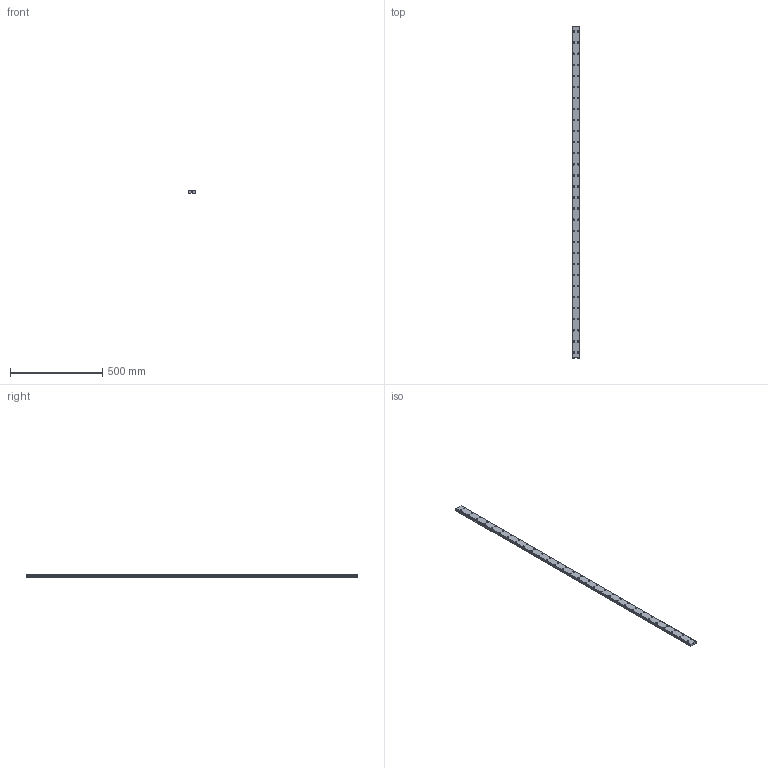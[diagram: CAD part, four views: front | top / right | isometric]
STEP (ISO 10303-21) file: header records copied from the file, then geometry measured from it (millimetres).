
FILE_DESCRIPTION(('STEP AP214'),'1');
FILE_NAME('cctmp_3C183450-A619-4DCB-9B81-F864980C8DE2_2021_03_05_15_03_01_0774..stp','2021-03-05T14:03:02',('HIWIN GmbH'),('CADClick - www.CADClick.com'),'Spatial InterOp 3D',' ','unknown authorization');
FILE_SCHEMA(('AUTOMOTIVE_DESIGN'));
Length unit declared in the file: millimetre
Products named in the file (1): WER27R1800H_FILE
Bounding box: 42 x 1800 x 15 mm (x, y, z)
Volume: 1047702.7 mm3; surface area: 226892.1 mm2
Topology: 1 solids, 1 shells, 643 faces, 1371 edges, 914 vertices
Faces by surface type: cylinder 378, plane 265
Entity records: 22869 total; most frequent: DIRECTION 3415, CARTESIAN_POINT 2929, ORIENTED_EDGE 2742, AXIS2_PLACEMENT_3D 1400, EDGE_CURVE 1371, VERTEX_POINT 914, EDGE_LOOP 827, CIRCLE 756
